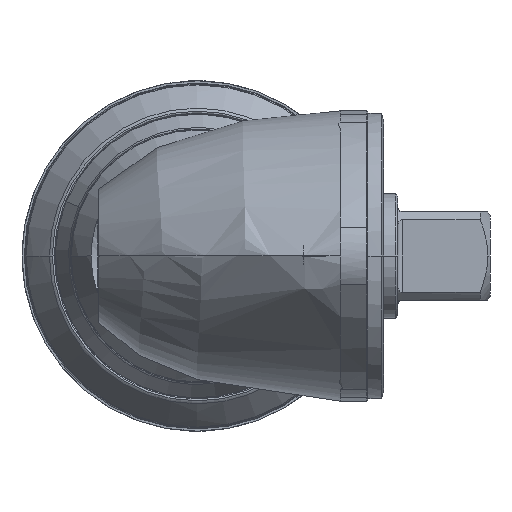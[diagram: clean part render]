
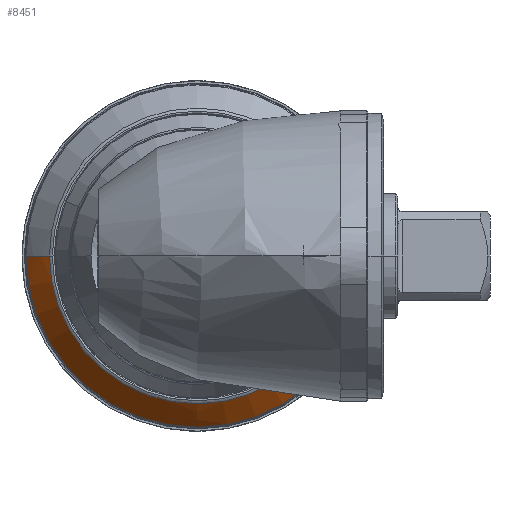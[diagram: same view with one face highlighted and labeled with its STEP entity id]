
A CAD part, left-side view. The second image highlights one B-rep face of the part: STEP entity #8451.
In plain terms, the highlighted free-form (B-spline) face has degree [3, 3] with [7, 4] control points.
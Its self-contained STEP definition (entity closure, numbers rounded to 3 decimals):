
#885=CARTESIAN_POINT('',(-26.945,0.,0.));
#886=DIRECTION('',(-1.,0.,0.));
#887=DIRECTION('',(0.,1.,0.));
#888=AXIS2_PLACEMENT_3D('',#885,#886,#887);
#890=CARTESIAN_POINT('',(8.401,3.301,0.));
#891=DIRECTION('',(0.,0.,-1.));
#892=DIRECTION('',(-0.589,-0.808,0.));
#893=AXIS2_PLACEMENT_3D('',#890,#891,#892);
#895=CARTESIAN_POINT('',(-21.034,0.,0.));
#896=DIRECTION('',(-1.,0.,0.));
#897=DIRECTION('',(0.,1.,0.));
#898=AXIS2_PLACEMENT_3D('',#895,#896,#897);
#900=CARTESIAN_POINT('',(8.401,-3.301,0.));
#901=DIRECTION('',(0.,0.,1.));
#902=DIRECTION('',(-0.589,0.808,0.));
#903=AXIS2_PLACEMENT_3D('',#900,#901,#902);
#7049=CARTESIAN_POINT('',(-21.034,37.117,0.));
#7050=CARTESIAN_POINT('',(-21.034,-37.117,0.));
#7051=VERTEX_POINT('',#7049);
#7052=VERTEX_POINT('',#7050);
#7057=CARTESIAN_POINT('',(-26.945,32.064,0.));
#7058=CARTESIAN_POINT('',(-26.945,-32.064,0.));
#7059=VERTEX_POINT('',#7057);
#7060=VERTEX_POINT('',#7058);
#8415=CARTESIAN_POINT('',(-27.055,-31.89,
2.006));
#8416=CARTESIAN_POINT('',(-25.15,-33.802,
2.127));
#8417=CARTESIAN_POINT('',(-23.096,-35.554,
2.237));
#8418=CARTESIAN_POINT('',(-20.908,-37.135,
2.336));
#8419=CARTESIAN_POINT('',(-27.055,-33.125,
-17.619));
#8420=CARTESIAN_POINT('',(-25.15,-35.111,
-18.675));
#8421=CARTESIAN_POINT('',(-23.096,-36.931,
-19.643));
#8422=CARTESIAN_POINT('',(-20.908,-38.573,
-20.516));
#8423=CARTESIAN_POINT('',(-27.055,-19.664,
-31.953));
#8424=CARTESIAN_POINT('',(-25.15,-20.843,
-33.869));
#8425=CARTESIAN_POINT('',(-23.096,-21.923,
-35.625));
#8426=CARTESIAN_POINT('',(-20.908,-22.898,
-37.208));
#8427=CARTESIAN_POINT('',(-27.055,0.,-31.953));
#8428=CARTESIAN_POINT('',(-25.15,0.,-33.869));
#8429=CARTESIAN_POINT('',(-23.096,0.,-35.625));
#8430=CARTESIAN_POINT('',(-20.908,0.,-37.208));
#8431=CARTESIAN_POINT('',(-27.055,19.664,
-31.953));
#8432=CARTESIAN_POINT('',(-25.15,20.843,
-33.869));
#8433=CARTESIAN_POINT('',(-23.096,21.923,
-35.625));
#8434=CARTESIAN_POINT('',(-20.908,22.898,
-37.208));
#8435=CARTESIAN_POINT('',(-27.055,33.125,
-17.619));
#8436=CARTESIAN_POINT('',(-25.15,35.111,
-18.675));
#8437=CARTESIAN_POINT('',(-23.096,36.931,
-19.643));
#8438=CARTESIAN_POINT('',(-20.908,38.573,
-20.516));
#8439=CARTESIAN_POINT('',(-27.055,31.89,2.006));
#8440=CARTESIAN_POINT('',(-25.15,33.802,2.127));
#8441=CARTESIAN_POINT('',(-23.096,35.554,2.237));
#8442=CARTESIAN_POINT('',(-20.908,37.135,2.336));
#8443=(BOUNDED_SURFACE()B_SPLINE_SURFACE(3,3,((#8415,#8416,#8417,#8418),(#8419,
#8420,#8421,#8422),(#8423,#8424,#8425,#8426),(#8427,#8428,#8429,#8430),(#8431,
#8432,#8433,#8434),(#8435,#8436,#8437,#8438),(#8439,#8440,#8441,#8442)),
.UNSPECIFIED.,.F.,.F.,.F.)B_SPLINE_SURFACE_WITH_KNOTS((4,3,4),(4,4),(0.,1.,
2.),(0.,1.),.UNSPECIFIED.)GEOMETRIC_REPRESENTATION_ITEM()RATIONAL_B_SPLINE_SURFACE(((1.189,1.187,1.187,1.189),(
0.939,0.937,0.937,0.939),(
0.939,0.937,0.937,0.939),(
1.189,1.187,1.187,1.189),(
0.939,0.937,0.937,0.939),(
0.939,0.937,0.937,0.939),(
1.189,1.187,1.187,1.189)))REPRESENTATION_ITEM('')SURFACE());
#8444=ORIENTED_EDGE('',*,*,#8356,.T.);
#8445=ORIENTED_EDGE('',*,*,#8410,.F.);
#8447=ORIENTED_EDGE('',*,*,#8446,.F.);
#8448=ORIENTED_EDGE('',*,*,#8406,.T.);
#8449=EDGE_LOOP('',(#8444,#8445,#8447,#8448));
#8450=FACE_OUTER_BOUND('',#8449,.F.);
#8451=ADVANCED_FACE('',(#8450),#8443,.T.);
#889=CIRCLE('',#888,32.064);
#894=CIRCLE('',#893,50.);
#899=CIRCLE('',#898,37.117);
#904=CIRCLE('',#903,50.);
#8356=EDGE_CURVE('',#7059,#7060,#889,.T.);
#8406=EDGE_CURVE('',#7051,#7059,#904,.T.);
#8410=EDGE_CURVE('',#7052,#7060,#894,.T.);
#8446=EDGE_CURVE('',#7051,#7052,#899,.T.);
